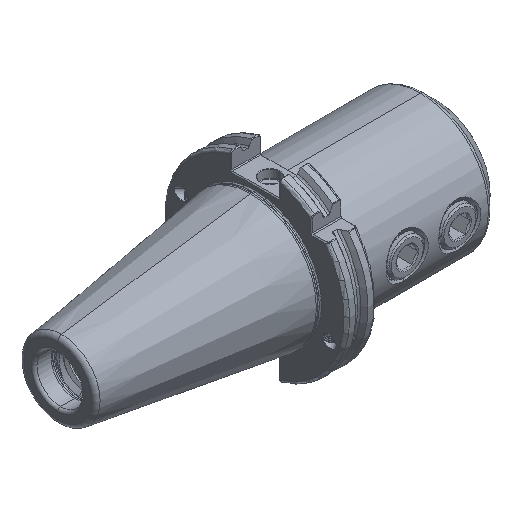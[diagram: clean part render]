
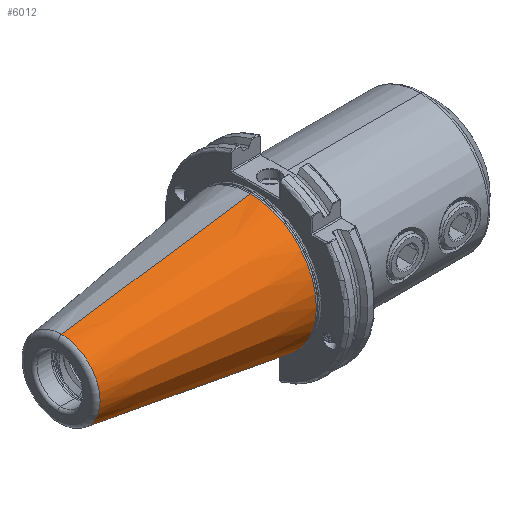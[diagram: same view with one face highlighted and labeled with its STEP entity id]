
A CAD part, isometric view. The second image highlights one B-rep face of the part: STEP entity #6012.
In plain terms, the highlighted conical face has half-angle 8.297 degrees and reference radius 35.392 mm.
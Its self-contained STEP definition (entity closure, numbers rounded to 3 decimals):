
#2655 = EDGE_CURVE ( 'NONE', #14713, #14096, #14491, .T. ) ;
#2749 = EDGE_CURVE ( 'NONE', #14108, #14095, #14551, .T. ) ;
#2998 = EDGE_CURVE ( 'NONE', #14095, #14096, #10506, .T. ) ;
#3004 = EDGE_CURVE ( 'NONE', #14108, #14089, #10558, .T. ) ;
#3017 = EDGE_CURVE ( 'NONE', #14089, #14713, #10563, .T. ) ;
#6012 = ADVANCED_FACE ( 'NONE', ( #7328 ), #7331, .T. ) ;
#6848 = AXIS2_PLACEMENT_3D ( 'NONE', #11876, #11879, #11899 ) ;
#7328 = FACE_OUTER_BOUND ( 'NONE', #17964, .T. ) ;
#7331 = CONICAL_SURFACE ( 'NONE', #6848, 35.392, 0.145 ) ;
#7812 = DIRECTION ( 'NONE',  ( 0.99, 0., -0.144 ) ) ;
#7820 = CARTESIAN_POINT ( 'NONE',  ( 0., 0., -35.392 ) ) ;
#8196 = CARTESIAN_POINT ( 'NONE',  ( 0., 0., 35.392 ) ) ;
#8201 = DIRECTION ( 'NONE',  ( 0.99, 0., 0.144 ) ) ;
#8385 = DIRECTION ( 'NONE',  ( 1., 0., 0. ) ) ;
#8403 = DIRECTION ( 'NONE',  ( 0., 1., 0. ) ) ;
#8418 = CARTESIAN_POINT ( 'NONE',  ( -2.5, 0., 0. ) ) ;
#10155 = ORIENTED_EDGE ( 'NONE', *, *, #2998, .T. ) ;
#10157 = ORIENTED_EDGE ( 'NONE', *, *, #2655, .F. ) ;
#10159 = ORIENTED_EDGE ( 'NONE', *, *, #3004, .F. ) ;
#10498 = VECTOR ( 'NONE', #7812, 1000. ) ;
#10506 = LINE ( 'NONE', #7820, #10498 ) ;
#10535 = VECTOR ( 'NONE', #8201, 1000. ) ;
#10558 = LINE ( 'NONE', #8196, #10535 ) ;
#10563 = CIRCLE ( 'NONE', #13731, 35.027 ) ;
#11876 = CARTESIAN_POINT ( 'NONE',  ( 0., 0., 0. ) ) ;
#11879 = DIRECTION ( 'NONE',  ( 1., 0., 0. ) ) ;
#11899 = DIRECTION ( 'NONE',  ( 0., 0., -1. ) ) ;
#13593 = AXIS2_PLACEMENT_3D ( 'NONE', #27080, #27054, #27082 ) ;
#13674 = AXIS2_PLACEMENT_3D ( 'NONE', #30154, #30182, #30161 ) ;
#13731 = AXIS2_PLACEMENT_3D ( 'NONE', #8418, #8385, #8403 ) ;
#14089 = VERTEX_POINT ( 'NONE', #43256 ) ;
#14095 = VERTEX_POINT ( 'NONE', #43244 ) ;
#14096 = VERTEX_POINT ( 'NONE', #43280 ) ;
#14108 = VERTEX_POINT ( 'NONE', #43358 ) ;
#14491 = CIRCLE ( 'NONE', #13593, 35.027 ) ;
#14551 = CIRCLE ( 'NONE', #13674, 20.399 ) ;
#14713 = VERTEX_POINT ( 'NONE', #43399 ) ;
#17964 = EDGE_LOOP ( 'NONE', ( #10159, #30734, #10155, #10157, #30732 ) ) ;
#27054 = DIRECTION ( 'NONE',  ( 1., 0., 0. ) ) ;
#27080 = CARTESIAN_POINT ( 'NONE',  ( -2.5, 0., 0. ) ) ;
#27082 = DIRECTION ( 'NONE',  ( 0., 1., 0. ) ) ;
#30154 = CARTESIAN_POINT ( 'NONE',  ( -102.811, 0., 0. ) ) ;
#30161 = DIRECTION ( 'NONE',  ( 0., 0., 1. ) ) ;
#30182 = DIRECTION ( 'NONE',  ( 1., 0., 0. ) ) ;
#30732 = ORIENTED_EDGE ( 'NONE', *, *, #3017, .F. ) ;
#30734 = ORIENTED_EDGE ( 'NONE', *, *, #2749, .T. ) ;
#43244 = CARTESIAN_POINT ( 'NONE',  ( -102.811, 0., -20.399 ) ) ;
#43256 = CARTESIAN_POINT ( 'NONE',  ( -2.5, 0., 35.027 ) ) ;
#43280 = CARTESIAN_POINT ( 'NONE',  ( -2.5, 0., -35.027 ) ) ;
#43358 = CARTESIAN_POINT ( 'NONE',  ( -102.811, 0., 20.399 ) ) ;
#43399 = CARTESIAN_POINT ( 'NONE',  ( -2.5, -35.027, 0. ) ) ;
